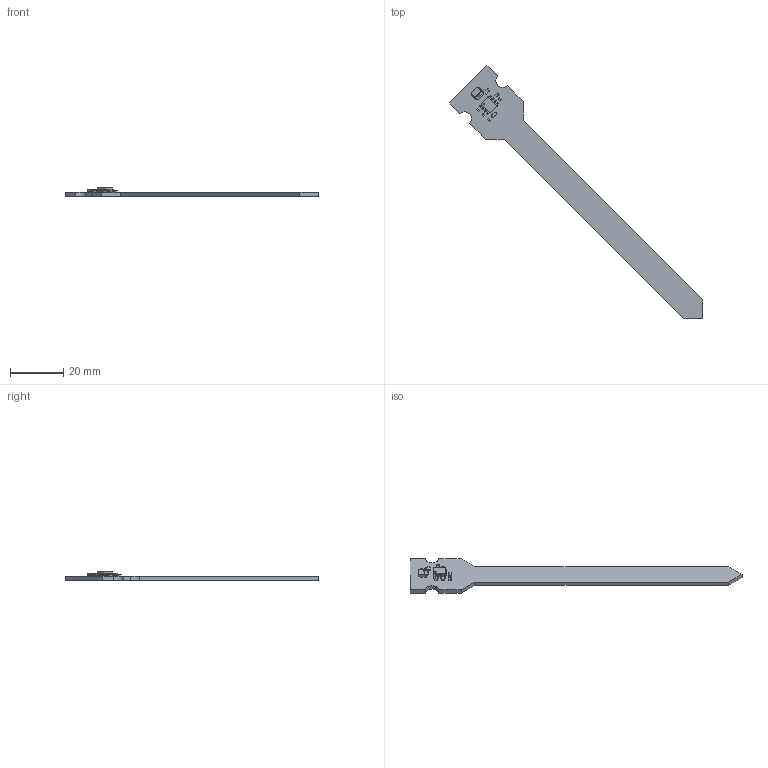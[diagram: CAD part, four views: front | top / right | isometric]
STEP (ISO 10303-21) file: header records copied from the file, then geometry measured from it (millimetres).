
FILE_DESCRIPTION(('KiCad electronic assembly'),'2;1');
FILE_NAME('soil_monitor_v2_SoilMoisture_sensor_mocule_100x10.step', '2025-10-25T14:39:50',('Pcbnew'),('Kicad'), 'Open CASCADE STEP processor 7.9','KiCad to STEP converter','Unknown' );
FILE_SCHEMA(('AUTOMOTIVE_DESIGN { 1 0 10303 214 1 1 1 1 }'));
Length unit declared in the file: millimetre
Products named in the file (9): soil_monitor_v2_SoilMoisture_sensor_mocule_100x10 1; 2328702-4--3DModel-STEP-510211; 2328702-4; C_0402_1005Metric; R_0402_1005Metric; C_0603_1608Metric; D_SOD-323; SOIC-8_3.9x4.9mm_P1.27mm; soil_monitor_v2_SoilMoisture_sensor_mocule_100x10_PCB
Assembly tree (13 placements, depth 3):
  soil_monitor_v2_SoilMoisture_sensor_mocule_100x10 1
    2328702-4--3DModel-STEP-510211
      2328702-4
    C_0402_1005Metric  x4
    R_0402_1005Metric  x3
    C_0603_1608Metric
    D_SOD-323
    SOIC-8_3.9x4.9mm_P1.27mm
    soil_monitor_v2_SoilMoisture_sensor_mocule_100x10_PCB
Bounding box: 94.88 x 94.88 x 3.35 mm (x, y, z)
Volume: 2179.2 mm3; surface area: 3428.6 mm2
Topology: 12 solids, 12 shells, 709 faces, 1933 edges, 1261 vertices
Faces by surface type: plane 483, cylinder 194, bspline 32
Entity records: 20653 total; most frequent: CARTESIAN_POINT 3353, ORIENTED_EDGE 3161, DIRECTION 2928, EDGE_CURVE 1581, LINE 1228, VECTOR 1228, VERTEX_POINT 1031, AXIS2_PLACEMENT_3D 850
